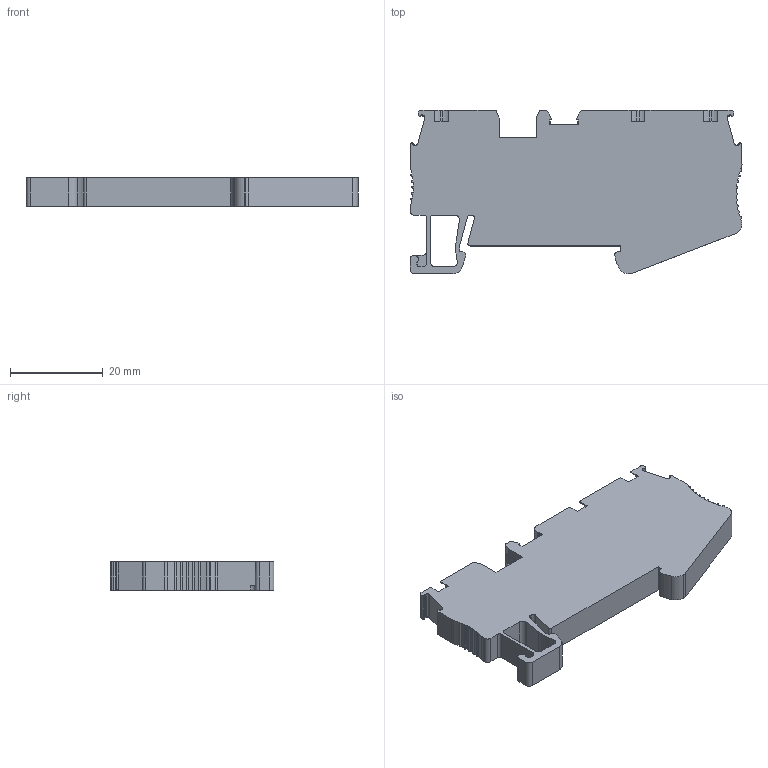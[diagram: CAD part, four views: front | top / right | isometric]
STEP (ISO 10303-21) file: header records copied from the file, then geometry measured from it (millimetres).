
FILE_DESCRIPTION( ('This file contains a STEP AP42 implementation' ,'as created by ZW3D STEP Interface translator.') ,'2;1' );
FILE_NAME( 'RNS4-TWIN-傷赽.stp' ,'24 725.144120', (''), ('ZWCAD Software Co.'), 'Version 1.0', 'ZW3D to STEP translator', '' );
FILE_SCHEMA(('AUTOMOTIVE_DESIGN { 1 0 10303 214 1 1 1 1 }'));
Length unit declared in the file: millimetre
Products named in the file (2): 0; RNS4-TWIN_錨璃48
Bounding box: 71.5 x 35.25 x 6.15 mm (x, y, z)
Volume: 11776.2 mm3; surface area: 6105.4 mm2
Topology: 1 solids, 1 shells, 269 faces, 776 edges, 512 vertices
Faces by surface type: plane 146, cylinder 114, torus 6, bspline 2, cone 1
Entity records: 9184 total; most frequent: CARTESIAN_POINT 1659, ORIENTED_EDGE 1552, DIRECTION 1505, EDGE_CURVE 776, VECTOR 533, LINE 533, VERTEX_POINT 512, AXIS2_PLACEMENT_3D 486
